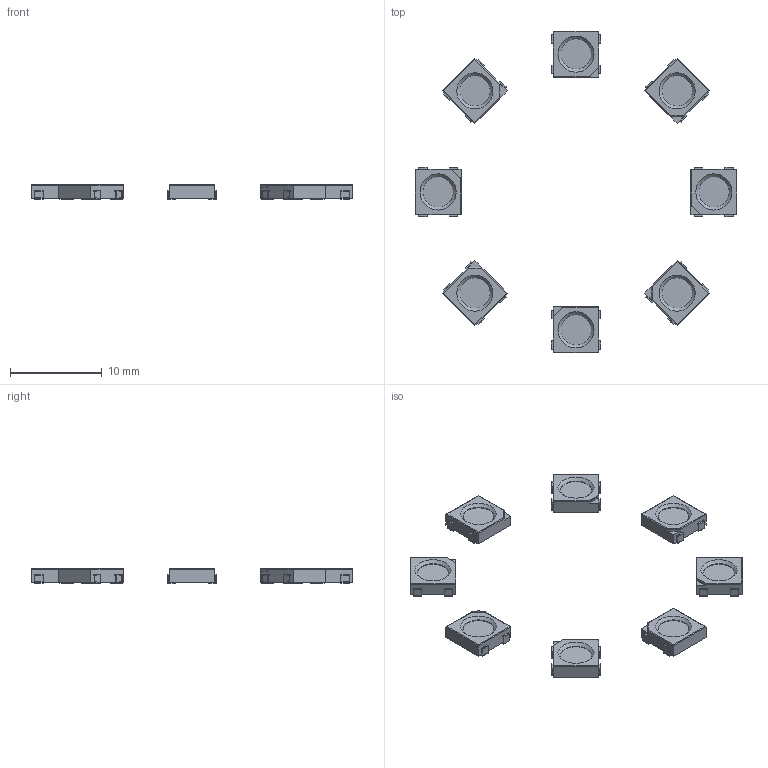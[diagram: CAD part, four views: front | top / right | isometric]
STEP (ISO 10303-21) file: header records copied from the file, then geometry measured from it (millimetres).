
FILE_DESCRIPTION(('KiCad electronic assembly'),'2;1');
FILE_NAME('ringLight-3D.step','2021-03-05T22:01:55',('An Author'),( 'A Company'),'Open CASCADE STEP processor 7.3', 'KiCad to STEP converter','Unknown');
FILE_SCHEMA(('AUTOMOTIVE_DESIGN { 1 0 10303 214 1 1 1 1 }'));
Length unit declared in the file: millimetre
Products named in the file (4): Open CASCADE STEP translator 7.3 1; LED_WS2812B_PLCC4_5.0x5.0mm_P3.2mm; SOLID; COMPOUND
Assembly tree (10 placements, depth 3):
  Open CASCADE STEP translator 7.3 1
    LED_WS2812B_PLCC4_5.0x5.0mm_P3.2mm  x8
      SOLID
    COMPOUND
Bounding box: 35 x 35 x 1.6 mm (x, y, z)
Volume: 273.8 mm3; surface area: 730 mm2
Topology: 8 solids, 8 shells, 544 faces, 1608 edges, 1056 vertices
Faces by surface type: plane 360, cylinder 176, cone 8
Full cylindrical faces by diameter (mm): 3.333 x8
Entity records: 5760 total; most frequent: CARTESIAN_POINT 1156, DIRECTION 774, LINE 519, VECTOR 519, ORIENTED_EDGE 402, PCURVE 402, DEFINITIONAL_REPRESENTATION 402, EDGE_CURVE 201
